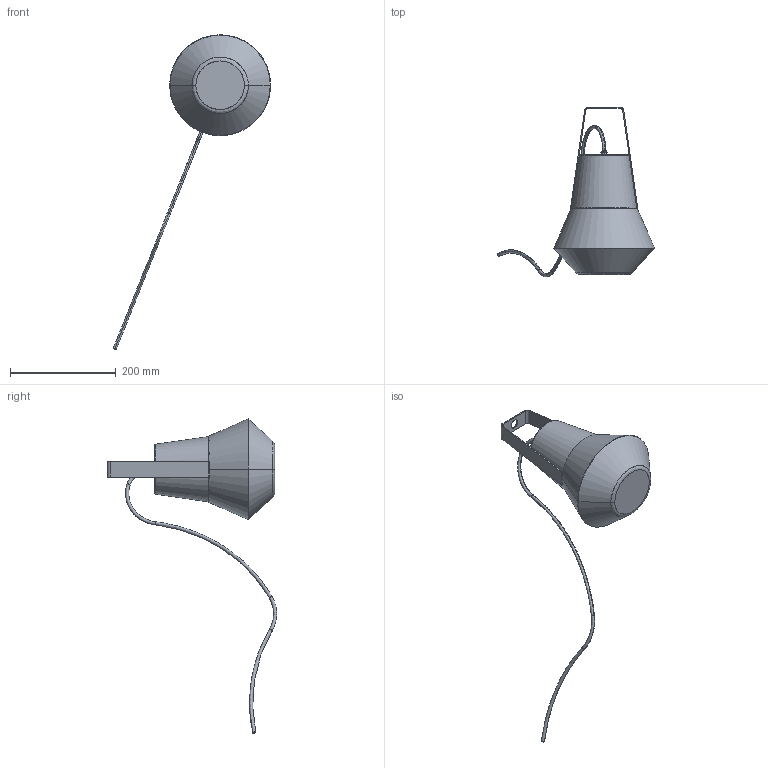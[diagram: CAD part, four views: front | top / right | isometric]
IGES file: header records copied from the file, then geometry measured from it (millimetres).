
Start section: SolidWorks IGES file using analytic representation for surfaces
Global section: file name: conjunt CAT V2 201114.IGS; native system: SolidWorks 2011; preprocessor: SolidWorks 2011; author: Administrador; date: 141120.121318; units: millimetre
Bounding box: 298.24 x 321.13 x 596.21 mm (x, y, z)
Surface area: 432072.2 mm2 (no closed solid volume)
Topology: 0 solids, 0 shells, 197 faces, 3561 edges, 3560 vertices
Faces by surface type: revolution 106, bspline 91
